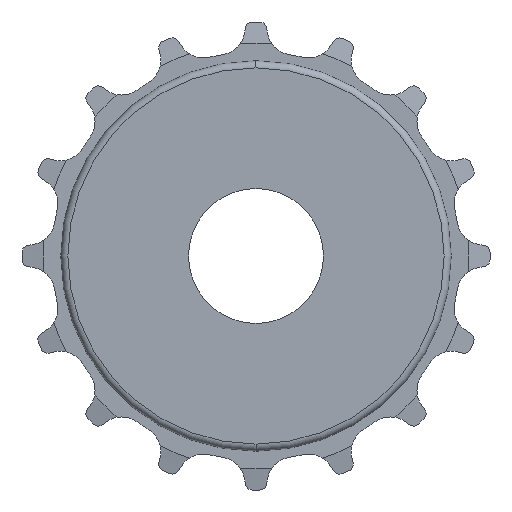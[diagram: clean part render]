
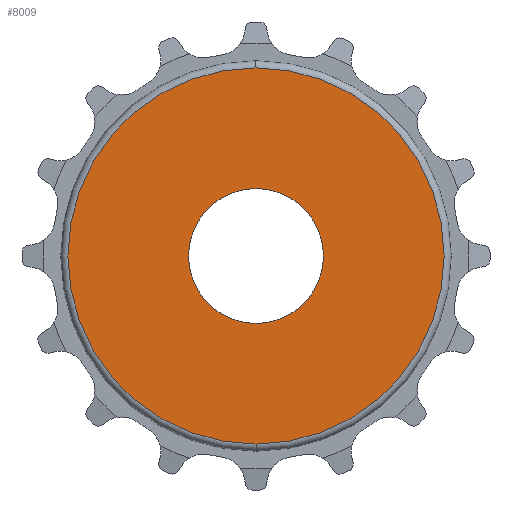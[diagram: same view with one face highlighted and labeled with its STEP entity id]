
A CAD part, left-side view. The second image highlights one B-rep face of the part: STEP entity #8009.
In plain terms, the highlighted planar face has unit normal (-1, 0, 0).
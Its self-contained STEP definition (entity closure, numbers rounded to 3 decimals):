
#4528=CARTESIAN_POINT('',(-15.,0.,0.));
#4529=DIRECTION('',(1.,0.,0.));
#4530=DIRECTION('',(0.,0.,1.));
#4531=AXIS2_PLACEMENT_3D('',#4528,#4529,#4530);
#4536=CARTESIAN_POINT('',(-15.,0.,0.));
#4537=DIRECTION('',(1.,0.,0.));
#4538=DIRECTION('',(0.,0.,-1.));
#4539=AXIS2_PLACEMENT_3D('',#4536,#4537,#4538);
#4544=CARTESIAN_POINT('',(-15.,0.,0.));
#4545=DIRECTION('',(1.,0.,0.));
#4546=DIRECTION('',(0.,1.,0.));
#4547=AXIS2_PLACEMENT_3D('',#4544,#4545,#4546);
#4552=CARTESIAN_POINT('',(-15.,0.,0.));
#4553=DIRECTION('',(1.,0.,0.));
#4554=DIRECTION('',(0.,-1.,0.));
#4555=AXIS2_PLACEMENT_3D('',#4552,#4553,#4554);
#4564=CARTESIAN_POINT('',(-15.,0.,53.098));
#4565=CARTESIAN_POINT('',(-15.,0.,-53.098));
#4566=VERTEX_POINT('',#4564);
#4567=VERTEX_POINT('',#4565);
#4596=CARTESIAN_POINT('',(-15.,19.05,0.));
#4597=VERTEX_POINT('',#4596);
#4598=CARTESIAN_POINT('',(-15.,-19.05,0.));
#4599=VERTEX_POINT('',#4598);
#7996=CARTESIAN_POINT('',(-15.,0.,0.));
#7997=DIRECTION('',(-1.,0.,0.));
#7998=DIRECTION('',(0.,0.,-1.));
#7999=AXIS2_PLACEMENT_3D('',#7996,#7997,#7998);
#8000=PLANE('',#7999);
#8001=ORIENTED_EDGE('',*,*,#7849,.T.);
#8002=ORIENTED_EDGE('',*,*,#7834,.T.);
#8003=EDGE_LOOP('',(#8001,#8002));
#8004=FACE_OUTER_BOUND('',#8003,.F.);
#8005=ORIENTED_EDGE('',*,*,#7976,.F.);
#8006=ORIENTED_EDGE('',*,*,#7990,.F.);
#8007=EDGE_LOOP('',(#8005,#8006));
#8008=FACE_BOUND('',#8007,.F.);
#4532=CIRCLE('',#4531,53.098);
#4540=CIRCLE('',#4539,53.098);
#4548=CIRCLE('',#4547,19.05);
#4556=CIRCLE('',#4555,19.05);
#7834=EDGE_CURVE('',#4567,#4566,#4540,.T.);
#7849=EDGE_CURVE('',#4566,#4567,#4532,.T.);
#7976=EDGE_CURVE('',#4597,#4599,#4548,.T.);
#7990=EDGE_CURVE('',#4599,#4597,#4556,.T.);
#8009=ADVANCED_FACE('',(#8004,#8008),#8000,.T.);
